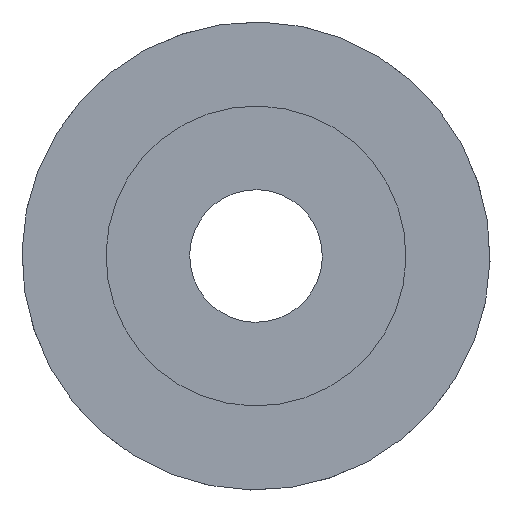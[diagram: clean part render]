
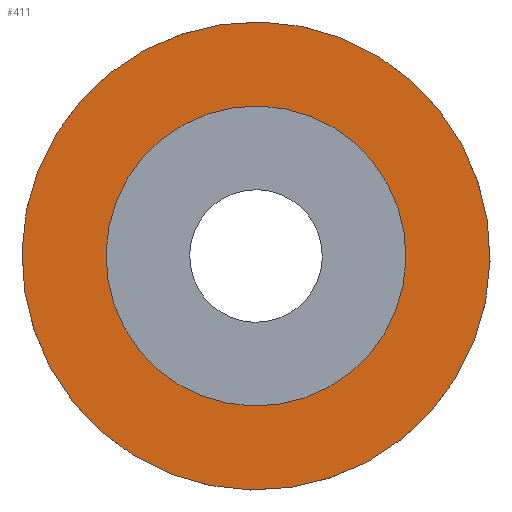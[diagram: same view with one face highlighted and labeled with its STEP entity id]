
A CAD part, front view. The second image highlights one B-rep face of the part: STEP entity #411.
In plain terms, the highlighted planar face has unit normal (0, -1, 0).
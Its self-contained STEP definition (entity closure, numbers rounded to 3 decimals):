
#19=FACE_BOUND('',#89,.T.);
#25=PLANE('',#479);
#65=FACE_OUTER_BOUND('',#88,.T.);
#88=EDGE_LOOP('',(#329,#330));
#89=EDGE_LOOP('',(#331,#332));
#153=CIRCLE('',#477,26.992);
#154=CIRCLE('',#478,26.992);
#155=CIRCLE('',#480,17.3);
#156=CIRCLE('',#481,17.3);
#199=VERTEX_POINT('',#725);
#200=VERTEX_POINT('',#726);
#201=VERTEX_POINT('',#731);
#202=VERTEX_POINT('',#732);
#249=EDGE_CURVE('',#199,#200,#153,.T.);
#250=EDGE_CURVE('',#200,#199,#154,.T.);
#252=EDGE_CURVE('',#201,#202,#155,.T.);
#253=EDGE_CURVE('',#202,#201,#156,.T.);
#329=ORIENTED_EDGE('',*,*,#249,.T.);
#330=ORIENTED_EDGE('',*,*,#250,.T.);
#331=ORIENTED_EDGE('',*,*,#252,.F.);
#332=ORIENTED_EDGE('',*,*,#253,.F.);
#411=ADVANCED_FACE('',(#65,#19),#25,.T.);
#477=AXIS2_PLACEMENT_3D('',#727,#586,#587);
#478=AXIS2_PLACEMENT_3D('',#728,#588,#589);
#479=AXIS2_PLACEMENT_3D('',#730,#591,#592);
#480=AXIS2_PLACEMENT_3D('',#733,#593,#594);
#481=AXIS2_PLACEMENT_3D('',#734,#595,#596);
#586=DIRECTION('center_axis',(0.,-1.,0.));
#587=DIRECTION('ref_axis',(-0.931,0.,0.364));
#588=DIRECTION('center_axis',(0.,-1.,0.));
#589=DIRECTION('ref_axis',(-0.931,0.,0.364));
#591=DIRECTION('center_axis',(0.,-1.,0.));
#592=DIRECTION('ref_axis',(0.364,0.,0.931));
#593=DIRECTION('center_axis',(0.,-1.,0.));
#594=DIRECTION('ref_axis',(-0.931,0.,0.364));
#595=DIRECTION('center_axis',(0.,-1.,0.));
#596=DIRECTION('ref_axis',(-0.931,0.,0.364));
#725=CARTESIAN_POINT('',(-25.139,0.,9.83));
#726=CARTESIAN_POINT('',(25.139,0.,-9.83));
#727=CARTESIAN_POINT('Origin',(0.,0.,
0.));
#728=CARTESIAN_POINT('Origin',(0.,0.,
0.));
#730=CARTESIAN_POINT('Origin',(-16.112,0.,6.301));
#731=CARTESIAN_POINT('',(-16.112,0.,6.301));
#732=CARTESIAN_POINT('',(16.112,0.,-6.301));
#733=CARTESIAN_POINT('Origin',(0.,0.,
0.));
#734=CARTESIAN_POINT('Origin',(0.,0.,
0.));
